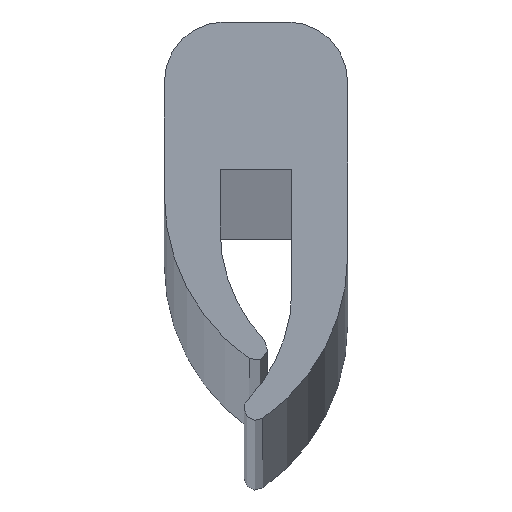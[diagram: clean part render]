
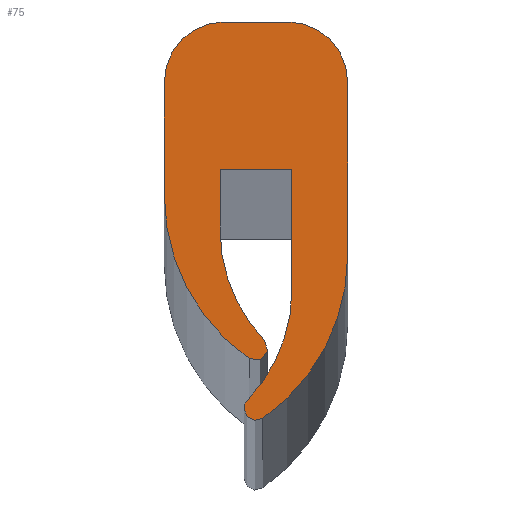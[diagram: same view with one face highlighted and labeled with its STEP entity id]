
A CAD part, top view. The second image highlights one B-rep face of the part: STEP entity #75.
In plain terms, the highlighted planar face has unit normal (0, 0, 1).
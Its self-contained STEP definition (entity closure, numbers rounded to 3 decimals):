
#13 = AXIS2_PLACEMENT_3D ( 'NONE', #521, #522, #523 ) ;
#15 = FACE_OUTER_BOUND ( 'NONE', #204, .T. ) ;
#18 = VECTOR ( 'NONE', #506, 1000. ) ;
#37 = AXIS2_PLACEMENT_3D ( 'NONE', #524, #531, #532 ) ;
#39 = VECTOR ( 'NONE', #509, 1000. ) ;
#55 = EDGE_CURVE ( 'NONE', #403, #413, #596, .T. ) ;
#57 = EDGE_CURVE ( 'NONE', #196, #225, #504, .T. ) ;
#58 = EDGE_CURVE ( 'NONE', #225, #417, #507, .T. ) ;
#59 = EDGE_CURVE ( 'NONE', #188, #196, #510, .T. ) ;
#61 = EDGE_CURVE ( 'NONE', #420, #416, #597, .T. ) ;
#63 = EDGE_CURVE ( 'NONE', #405, #414, #599, .T. ) ;
#71 = EDGE_CURVE ( 'NONE', #235, #188, #600, .T. ) ;
#74 = EDGE_CURVE ( 'NONE', #229, #235, #602, .T. ) ;
#75 = ADVANCED_FACE ( 'NONE', ( #15 ), #257, .T. ) ;
#79 = AXIS2_PLACEMENT_3D ( 'NONE', #258, #259, #260 ) ;
#81 = AXIS2_PLACEMENT_3D ( 'NONE', #254, #255, #256 ) ;
#85 = AXIS2_PLACEMENT_3D ( 'NONE', #279, #280, #281 ) ;
#90 = VECTOR ( 'NONE', #276, 1000. ) ;
#104 = AXIS2_PLACEMENT_3D ( 'NONE', #304, #308, #309 ) ;
#112 = VECTOR ( 'NONE', #328, 1000. ) ;
#113 = AXIS2_PLACEMENT_3D ( 'NONE', #322, #332, #333 ) ;
#115 = AXIS2_PLACEMENT_3D ( 'NONE', #334, #338, #339 ) ;
#119 = VECTOR ( 'NONE', #381, 1000. ) ;
#142 = CIRCLE ( 'NONE', #104, 4. ) ;
#145 = CIRCLE ( 'NONE', #113, 0.3 ) ;
#146 = CIRCLE ( 'NONE', #115, 0.3 ) ;
#157 = EDGE_CURVE ( 'NONE', #416, #404, #274, .T. ) ;
#159 = EDGE_CURVE ( 'NONE', #404, #229, #605, .T. ) ;
#162 = VECTOR ( 'NONE', #512, 1000. ) ;
#171 = EDGE_CURVE ( 'NONE', #417, #411, #142, .T. ) ;
#177 = EDGE_CURVE ( 'NONE', #413, #405, #326, .T. ) ;
#179 = EDGE_CURVE ( 'NONE', #408, #403, #145, .T. ) ;
#181 = EDGE_CURVE ( 'NONE', #411, #408, #146, .T. ) ;
#188 = VERTEX_POINT ( 'NONE', #350 ) ;
#196 = VERTEX_POINT ( 'NONE', #351 ) ;
#204 = EDGE_LOOP ( 'NONE', ( #247, #248, #539, #245, #540, #536, #538, #537, #541, #547, #542, #543, #544, #545, #546 ) ) ;
#225 = VERTEX_POINT ( 'NONE', #355 ) ;
#229 = VERTEX_POINT ( 'NONE', #357 ) ;
#235 = VERTEX_POINT ( 'NONE', #358 ) ;
#245 = ORIENTED_EDGE ( 'NONE', *, *, #55, .T. ) ;
#247 = ORIENTED_EDGE ( 'NONE', *, *, #171, .T. ) ;
#248 = ORIENTED_EDGE ( 'NONE', *, *, #181, .T. ) ;
#254 = CARTESIAN_POINT ( 'NONE',  ( 0., -8.2, 500. ) ) ;
#255 = DIRECTION ( 'NONE',  ( 0., 0., 1. ) ) ;
#256 = DIRECTION ( 'NONE',  ( 1., 0., 0. ) ) ;
#257 = PLANE ( 'NONE',  #79 ) ;
#258 = CARTESIAN_POINT ( 'NONE',  ( -3.1, -6.72, 500. ) ) ;
#259 = DIRECTION ( 'NONE',  ( 0., 0., 1. ) ) ;
#260 = DIRECTION ( 'NONE',  ( 1., 0., 0. ) ) ;
#274 = LINE ( 'NONE', #275, #90 ) ;
#275 = CARTESIAN_POINT ( 'NONE',  ( -2.3, -1.5, 500. ) ) ;
#276 = DIRECTION ( 'NONE',  ( 0., -1., 0. ) ) ;
#279 = CARTESIAN_POINT ( 'NONE',  ( 2.7, -4.353, 500. ) ) ;
#280 = DIRECTION ( 'NONE',  ( 0., 0., 1. ) ) ;
#281 = DIRECTION ( 'NONE',  ( 1., 0., 0. ) ) ;
#304 = CARTESIAN_POINT ( 'NONE',  ( -3.1, -6.72, 500. ) ) ;
#308 = DIRECTION ( 'NONE',  ( 0., 0., -1. ) ) ;
#309 = DIRECTION ( 'NONE',  ( 1., 0., 0. ) ) ;
#322 = CARTESIAN_POINT ( 'NONE',  ( 0., -9.7, 500. ) ) ;
#326 = LINE ( 'NONE', #327, #112 ) ;
#327 = CARTESIAN_POINT ( 'NONE',  ( 2.3, -1.5, 500. ) ) ;
#328 = DIRECTION ( 'NONE',  ( 0., 1., 0. ) ) ;
#332 = DIRECTION ( 'NONE',  ( 0., 0., 1. ) ) ;
#333 = DIRECTION ( 'NONE',  ( 1., 0., 0. ) ) ;
#334 = CARTESIAN_POINT ( 'NONE',  ( 0., -9.7, 500. ) ) ;
#338 = DIRECTION ( 'NONE',  ( 0., 0., 1. ) ) ;
#339 = DIRECTION ( 'NONE',  ( 1., 0., 0. ) ) ;
#350 = CARTESIAN_POINT ( 'NONE',  ( -0.9, -5.22, 500. ) ) ;
#351 = CARTESIAN_POINT ( 'NONE',  ( -0.9, -3.7, 500. ) ) ;
#355 = CARTESIAN_POINT ( 'NONE',  ( 0.9, -3.7, 500. ) ) ;
#357 = CARTESIAN_POINT ( 'NONE',  ( -0.172, -8.446, 500. ) ) ;
#358 = CARTESIAN_POINT ( 'NONE',  ( 0.216, -7.992, 500. ) ) ;
#360 = CARTESIAN_POINT ( 'NONE',  ( 0.172, -9.946, 500. ) ) ;
#361 = CARTESIAN_POINT ( 'NONE',  ( -2.3, -4.353, 500. ) ) ;
#362 = CARTESIAN_POINT ( 'NONE',  ( 2.3, -1.5, 500. ) ) ;
#365 = CARTESIAN_POINT ( 'NONE',  ( -0.3, -9.7, 500. ) ) ;
#368 = CARTESIAN_POINT ( 'NONE',  ( -0.216, -9.492, 500. ) ) ;
#370 = CARTESIAN_POINT ( 'NONE',  ( 2.3, -5.853, 500. ) ) ;
#371 = CARTESIAN_POINT ( 'NONE',  ( 0.8, 0., 500. ) ) ;
#373 = CARTESIAN_POINT ( 'NONE',  ( -2.3, -1.5, 500. ) ) ;
#374 = CARTESIAN_POINT ( 'NONE',  ( 0.9, -6.72, 500. ) ) ;
#377 = CARTESIAN_POINT ( 'NONE',  ( -0.8, 0., 500. ) ) ;
#379 = LINE ( 'NONE', #380, #119 ) ;
#380 = CARTESIAN_POINT ( 'NONE',  ( 0.8, 0., 500. ) ) ;
#381 = DIRECTION ( 'NONE',  ( -1., 0., 0. ) ) ;
#403 = VERTEX_POINT ( 'NONE', #360 ) ;
#404 = VERTEX_POINT ( 'NONE', #361 ) ;
#405 = VERTEX_POINT ( 'NONE', #362 ) ;
#408 = VERTEX_POINT ( 'NONE', #365 ) ;
#411 = VERTEX_POINT ( 'NONE', #368 ) ;
#413 = VERTEX_POINT ( 'NONE', #370 ) ;
#414 = VERTEX_POINT ( 'NONE', #371 ) ;
#416 = VERTEX_POINT ( 'NONE', #373 ) ;
#417 = VERTEX_POINT ( 'NONE', #374 ) ;
#420 = VERTEX_POINT ( 'NONE', #377 ) ;
#491 = CARTESIAN_POINT ( 'NONE',  ( -2.7, -5.853, 500. ) ) ;
#498 = DIRECTION ( 'NONE',  ( 0., 0., 1. ) ) ;
#499 = DIRECTION ( 'NONE',  ( 1., 0., 0. ) ) ;
#500 = CARTESIAN_POINT ( 'NONE',  ( -0.8, -1.5, 500. ) ) ;
#504 = LINE ( 'NONE', #505, #18 ) ;
#505 = CARTESIAN_POINT ( 'NONE',  ( -0.9, -3.7, 500. ) ) ;
#506 = DIRECTION ( 'NONE',  ( 1., 0., 0. ) ) ;
#507 = LINE ( 'NONE', #508, #39 ) ;
#508 = CARTESIAN_POINT ( 'NONE',  ( 0.9, -3.7, 500. ) ) ;
#509 = DIRECTION ( 'NONE',  ( 0., -1., 0. ) ) ;
#510 = LINE ( 'NONE', #511, #162 ) ;
#511 = CARTESIAN_POINT ( 'NONE',  ( -0.9, -5.22, 500. ) ) ;
#512 = DIRECTION ( 'NONE',  ( 0., 1., 0. ) ) ;
#516 = DIRECTION ( 'NONE',  ( 0., 0., 1. ) ) ;
#517 = DIRECTION ( 'NONE',  ( 1., 0., 0. ) ) ;
#521 = CARTESIAN_POINT ( 'NONE',  ( 0.8, -1.5, 500. ) ) ;
#522 = DIRECTION ( 'NONE',  ( 0., 0., 1. ) ) ;
#523 = DIRECTION ( 'NONE',  ( 1., 0., 0. ) ) ;
#524 = CARTESIAN_POINT ( 'NONE',  ( 3.1, -5.22, 500. ) ) ;
#531 = DIRECTION ( 'NONE',  ( 0., 0., -1. ) ) ;
#532 = DIRECTION ( 'NONE',  ( 1., 0., 0. ) ) ;
#536 = ORIENTED_EDGE ( 'NONE', *, *, #63, .T. ) ;
#537 = ORIENTED_EDGE ( 'NONE', *, *, #61, .T. ) ;
#538 = ORIENTED_EDGE ( 'NONE', *, *, #593, .T. ) ;
#539 = ORIENTED_EDGE ( 'NONE', *, *, #179, .T. ) ;
#540 = ORIENTED_EDGE ( 'NONE', *, *, #177, .T. ) ;
#541 = ORIENTED_EDGE ( 'NONE', *, *, #157, .T. ) ;
#542 = ORIENTED_EDGE ( 'NONE', *, *, #74, .T. ) ;
#543 = ORIENTED_EDGE ( 'NONE', *, *, #71, .T. ) ;
#544 = ORIENTED_EDGE ( 'NONE', *, *, #59, .T. ) ;
#545 = ORIENTED_EDGE ( 'NONE', *, *, #57, .T. ) ;
#546 = ORIENTED_EDGE ( 'NONE', *, *, #58, .T. ) ;
#547 = ORIENTED_EDGE ( 'NONE', *, *, #159, .T. ) ;
#593 = EDGE_CURVE ( 'NONE', #414, #420, #379, .T. ) ;
#596 = CIRCLE ( 'NONE', #616, 5. ) ;
#597 = CIRCLE ( 'NONE', #613, 1.5 ) ;
#599 = CIRCLE ( 'NONE', #13, 1.5 ) ;
#600 = CIRCLE ( 'NONE', #37, 4. ) ;
#602 = CIRCLE ( 'NONE', #81, 0.3 ) ;
#605 = CIRCLE ( 'NONE', #85, 5. ) ;
#613 = AXIS2_PLACEMENT_3D ( 'NONE', #500, #516, #517 ) ;
#616 = AXIS2_PLACEMENT_3D ( 'NONE', #491, #498, #499 ) ;
